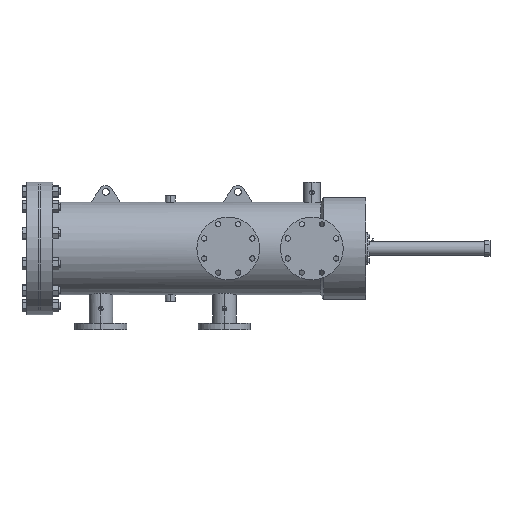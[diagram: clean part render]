
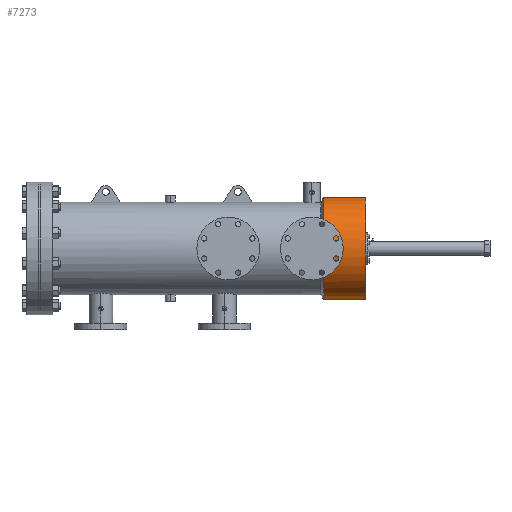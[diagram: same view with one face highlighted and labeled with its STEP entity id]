
A CAD part, top view. The second image highlights one B-rep face of the part: STEP entity #7273.
In plain terms, the highlighted cylindrical face has radius 185.179 mm (diameter 370.357 mm), a partial arc.
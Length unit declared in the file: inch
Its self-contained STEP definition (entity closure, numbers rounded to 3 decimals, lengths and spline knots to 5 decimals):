
#20 = DIRECTION ( 'NONE',  ( 0., 1., 0. ) ) ;
#158 = ORIENTED_EDGE ( 'NONE', *, *, #10794, .F. ) ;
#267 = DIRECTION ( 'NONE',  ( 1., 0., 0. ) ) ;
#372 = CARTESIAN_POINT ( 'NONE',  ( 68.7739, -7.2905, 0. ) ) ;
#951 = VERTEX_POINT ( 'NONE', #8900 ) ;
#1139 = CARTESIAN_POINT ( 'NONE',  ( 43.10653, 0.03258, 7.2905 ) ) ;
#1703 = DIRECTION ( 'NONE',  ( 1., 0., 0. ) ) ;
#2425 = CIRCLE ( 'NONE', #18040, 7.2905 ) ;
#2625 = CARTESIAN_POINT ( 'NONE',  ( 42.83745, 1.05544, 7.21391 ) ) ;
#2695 = CARTESIAN_POINT ( 'NONE',  ( 43.01548, 0.63925, 7.26345 ) ) ;
#2802 = AXIS2_PLACEMENT_3D ( 'NONE', #8448, #20260, #20 ) ;
#2968 = EDGE_CURVE ( 'NONE', #951, #5759, #11586, .T. ) ;
#2980 = CARTESIAN_POINT ( 'NONE',  ( 42.73879, -1.21848, 7.18815 ) ) ;
#3701 = VERTEX_POINT ( 'NONE', #13911 ) ;
#3804 = DIRECTION ( 'NONE',  ( 1., 0., 0. ) ) ;
#3889 = CARTESIAN_POINT ( 'NONE',  ( 48.61968, 7.2905, 0. ) ) ;
#4417 = CARTESIAN_POINT ( 'NONE',  ( 43.1007, 0.16322, 7.28874 ) ) ;
#4457 = B_SPLINE_CURVE_WITH_KNOTS ( 'NONE', 3,
 ( #9155, #20743, #12501, #7246, #7604, #14580, #9365, #11175, #19487, #19350, #19268, #12859, #2980, #4571, #14440, #12645 ),
 .UNSPECIFIED., .F., .F.,
 ( 4, 2, 2, 2, 2, 2, 2, 4 ),
 ( 0.03938, 0.04921, 0.05413, 0.05659, 0.05905, 0.06888, 0.0738, 0.07872 ),
 .UNSPECIFIED. ) ;
#4492 = CARTESIAN_POINT ( 'NONE',  ( 42.94719, 0.82204, 7.24407 ) ) ;
#4493 = AXIS2_PLACEMENT_3D ( 'NONE', #16183, #21206, #21416 ) ;
#4571 = CARTESIAN_POINT ( 'NONE',  ( 42.66385, -1.3241, 7.16945 ) ) ;
#5399 = CARTESIAN_POINT ( 'NONE',  ( 48.61968, -7.2905, 0. ) ) ;
#5759 = VERTEX_POINT ( 'NONE', #5399 ) ;
#5771 = CARTESIAN_POINT ( 'NONE',  ( 42.58219, 7.2905, 0. ) ) ;
#6106 = CARTESIAN_POINT ( 'NONE',  ( 43.1058, 0.06532, 7.29028 ) ) ;
#7246 = CARTESIAN_POINT ( 'NONE',  ( 43.06105, -0.44936, 7.27691 ) ) ;
#7273 = ADVANCED_FACE ( 'NONE', ( #11031 ), #8159, .T. ) ;
#7489 = CARTESIAN_POINT ( 'NONE',  ( 43.10653, 0., 7.2905 ) ) ;
#7570 = VERTEX_POINT ( 'NONE', #5771 ) ;
#7604 = CARTESIAN_POINT ( 'NONE',  ( 43.0469, -0.5125, 7.27273 ) ) ;
#7821 = CARTESIAN_POINT ( 'NONE',  ( 42.90884, 0.91133, 7.23337 ) ) ;
#8159 = CYLINDRICAL_SURFACE ( 'NONE', #2802, 7.2905 ) ;
#8324 = DIRECTION ( 'NONE',  ( 0., 1., 0. ) ) ;
#8448 = CARTESIAN_POINT ( 'NONE',  ( 68.7739, 0., 0. ) ) ;
#8708 = ORIENTED_EDGE ( 'NONE', *, *, #17574, .T. ) ;
#8876 = VERTEX_POINT ( 'NONE', #19010 ) ;
#8900 = CARTESIAN_POINT ( 'NONE',  ( 42.58219, -7.2905, 0. ) ) ;
#9155 = CARTESIAN_POINT ( 'NONE',  ( 43.10653, 0., 7.2905 ) ) ;
#9285 = CARTESIAN_POINT ( 'NONE',  ( 43.10653, 0., 7.2905 ) ) ;
#9365 = CARTESIAN_POINT ( 'NONE',  ( 43.01211, -0.63796, 7.2626 ) ) ;
#10273 = CARTESIAN_POINT ( 'NONE',  ( 42.58219, 0., 0. ) ) ;
#10794 = EDGE_CURVE ( 'NONE', #17592, #5759, #20240, .T. ) ;
#11031 = FACE_OUTER_BOUND ( 'NONE', #15976, .T. ) ;
#11096 = CARTESIAN_POINT ( 'NONE',  ( 42.86745, 0.99871, 7.22201 ) ) ;
#11168 = CARTESIAN_POINT ( 'NONE',  ( 42.74032, 1.22118, 7.18836 ) ) ;
#11175 = CARTESIAN_POINT ( 'NONE',  ( 42.99231, -0.69988, 7.25689 ) ) ;
#11421 = VERTEX_POINT ( 'NONE', #7489 ) ;
#11586 = LINE ( 'NONE', #372, #12125 ) ;
#11770 = VECTOR ( 'NONE', #1703, 39.37008 ) ;
#11960 = DIRECTION ( 'NONE',  ( 1., 0., 0. ) ) ;
#12125 = VECTOR ( 'NONE', #3804, 39.37008 ) ;
#12501 = CARTESIAN_POINT ( 'NONE',  ( 43.09505, -0.25878, 7.28701 ) ) ;
#12638 = CARTESIAN_POINT ( 'NONE',  ( 42.58219, 1.42438, 7.15 ) ) ;
#12645 = CARTESIAN_POINT ( 'NONE',  ( 42.58219, -1.42438, 7.15 ) ) ;
#12859 = CARTESIAN_POINT ( 'NONE',  ( 42.77375, -1.16426, 7.19715 ) ) ;
#13911 = CARTESIAN_POINT ( 'NONE',  ( 42.58219, -1.42438, 7.15 ) ) ;
#14223 = CARTESIAN_POINT ( 'NONE',  ( 42.92203, 0.88183, 7.23703 ) ) ;
#14336 = ORIENTED_EDGE ( 'NONE', *, *, #20884, .T. ) ;
#14440 = CARTESIAN_POINT ( 'NONE',  ( 42.62414, -1.37512, 7.15981 ) ) ;
#14503 = CARTESIAN_POINT ( 'NONE',  ( 42.66616, 1.32578, 7.16964 ) ) ;
#14580 = CARTESIAN_POINT ( 'NONE',  ( 43.02137, -0.60661, 7.26528 ) ) ;
#15620 = AXIS2_PLACEMENT_3D ( 'NONE', #16653, #267, #8324 ) ;
#15715 = EDGE_CURVE ( 'NONE', #11421, #3701, #4457, .T. ) ;
#15976 = EDGE_LOOP ( 'NONE', ( #14336, #20123, #158, #21239, #8708, #19911, #16493 ) ) ;
#16002 = CARTESIAN_POINT ( 'NONE',  ( 43.09202, 0.26031, 7.28614 ) ) ;
#16150 = LINE ( 'NONE', #18095, #11770 ) ;
#16183 = CARTESIAN_POINT ( 'NONE',  ( 42.58219, 0., 0. ) ) ;
#16259 = B_SPLINE_CURVE_WITH_KNOTS ( 'NONE', 3,
 ( #12638, #14503, #11168, #2625, #11096, #7821, #14223, #4492, #20812, #2695, #19411, #20892, #16002, #4417, #17762, #6106, #1139, #9285 ),
 .UNSPECIFIED., .F., .F.,
 ( 4, 2, 2, 2, 2, 2, 2, 2, 4 ),
 ( 0., 0.00984, 0.01477, 0.01723, 0.01969, 0.02953, 0.03446, 0.03692, 0.03938 ),
 .UNSPECIFIED. ) ;
#16493 = ORIENTED_EDGE ( 'NONE', *, *, #15715, .T. ) ;
#16653 = CARTESIAN_POINT ( 'NONE',  ( 48.61968, 0., 0. ) ) ;
#16934 = DIRECTION ( 'NONE',  ( 0., 1., 0. ) ) ;
#17195 = EDGE_CURVE ( 'NONE', #8876, #11421, #16259, .T. ) ;
#17414 = EDGE_CURVE ( 'NONE', #7570, #17592, #16150, .T. ) ;
#17574 = EDGE_CURVE ( 'NONE', #7570, #8876, #2425, .T. ) ;
#17592 = VERTEX_POINT ( 'NONE', #3889 ) ;
#17762 = CARTESIAN_POINT ( 'NONE',  ( 43.10288, 0.1307, 7.2894 ) ) ;
#18040 = AXIS2_PLACEMENT_3D ( 'NONE', #10273, #11960, #16934 ) ;
#18095 = CARTESIAN_POINT ( 'NONE',  ( 68.7739, 7.2905, 0. ) ) ;
#19010 = CARTESIAN_POINT ( 'NONE',  ( 42.58219, 1.42438, 7.15 ) ) ;
#19268 = CARTESIAN_POINT ( 'NONE',  ( 42.871, -0.99793, 7.22275 ) ) ;
#19350 = CARTESIAN_POINT ( 'NONE',  ( 42.92585, -0.88198, 7.23798 ) ) ;
#19411 = CARTESIAN_POINT ( 'NONE',  ( 43.04925, 0.5148, 7.27341 ) ) ;
#19487 = CARTESIAN_POINT ( 'NONE',  ( 42.98177, -0.7305, 7.25387 ) ) ;
#19911 = ORIENTED_EDGE ( 'NONE', *, *, #17195, .T. ) ;
#20123 = ORIENTED_EDGE ( 'NONE', *, *, #2968, .T. ) ;
#20240 = CIRCLE ( 'NONE', #15620, 7.2905 ) ;
#20260 = DIRECTION ( 'NONE',  ( 1., 0., 0. ) ) ;
#20743 = CARTESIAN_POINT ( 'NONE',  ( 43.10653, -0.13019, 7.2905 ) ) ;
#20812 = CARTESIAN_POINT ( 'NONE',  ( 42.95918, 0.79167, 7.24745 ) ) ;
#20884 = EDGE_CURVE ( 'NONE', #3701, #951, #21515, .T. ) ;
#20892 = CARTESIAN_POINT ( 'NONE',  ( 43.0834, 0.3244, 7.28355 ) ) ;
#21206 = DIRECTION ( 'NONE',  ( 1., 0., 0. ) ) ;
#21239 = ORIENTED_EDGE ( 'NONE', *, *, #17414, .F. ) ;
#21416 = DIRECTION ( 'NONE',  ( 0., 1., 0. ) ) ;
#21515 = CIRCLE ( 'NONE', #4493, 7.2905 ) ;
